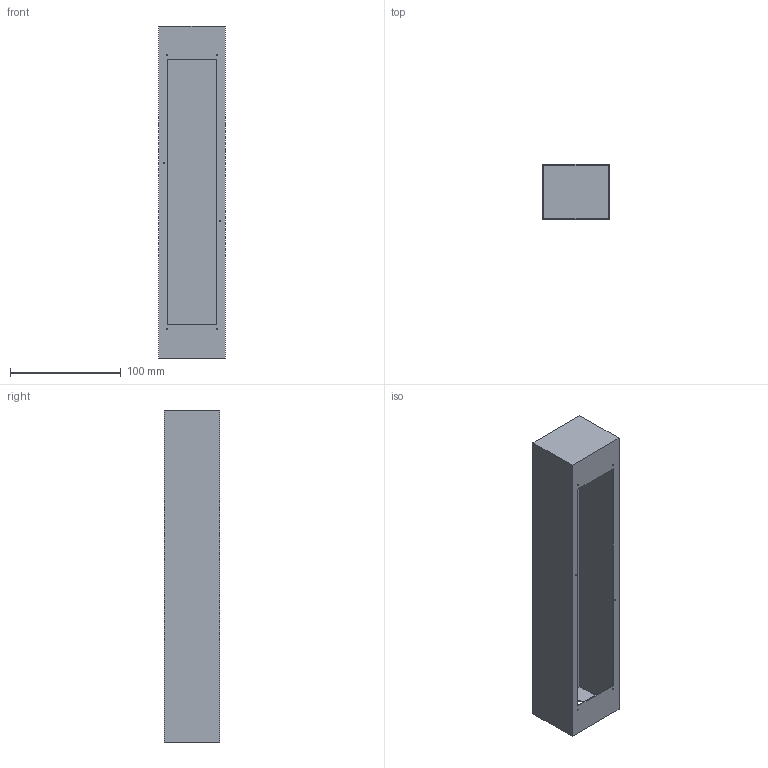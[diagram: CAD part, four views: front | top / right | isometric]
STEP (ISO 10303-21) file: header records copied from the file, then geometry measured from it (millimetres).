
FILE_DESCRIPTION(/* description */ (''),/* implementation_level */ '2;1');
FILE_NAME(/* name */ '3D Connect DEF v2.step',/* time_stamp */ '2024-02-14T01:54:36+03:00',/* author */ (''),/* organization */ (''),/* preprocessor_version */ 'ST-DEVELOPER v20',/* originating_system */ 'Autodesk Translation Framework v12.20.1.177',/* authorisation */ '');
FILE_SCHEMA (('AUTOMOTIVE_DESIGN { 1 0 10303 214 3 1 1 }'));
Length unit declared in the file: millimetre
Products named in the file (4): 3D Connect DEF; Composant1; Composant2; Composant3
Assembly tree (3 placements, depth 2):
  3D Connect DEF
    Composant1
    Composant2
    Composant3
Bounding box: 60 x 50 x 300 mm (x, y, z)
Volume: 58720.7 mm3; surface area: 118177.1 mm2
Topology: 1 solids, 1 shells, 27 faces, 69 edges, 46 vertices
Faces by surface type: plane 16, cylinder 11
Full cylindrical faces by diameter (mm): 1 x6, 3 x4, 32.2 x1
Entity records: 984 total; most frequent: DIRECTION 159, CARTESIAN_POINT 149, ORIENTED_EDGE 138, EDGE_CURVE 69, AXIS2_PLACEMENT_3D 56, EDGE_LOOP 51, LINE 47, VECTOR 47
